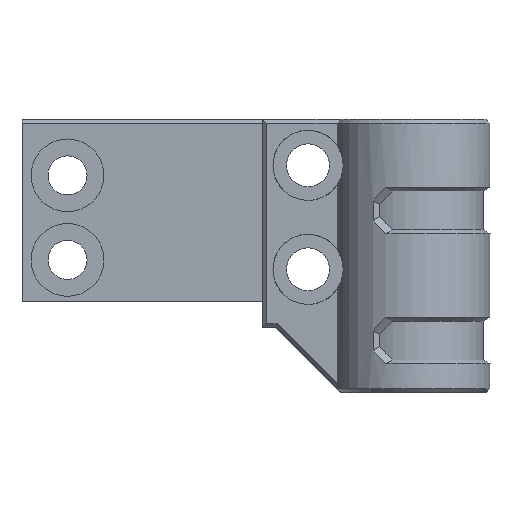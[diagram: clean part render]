
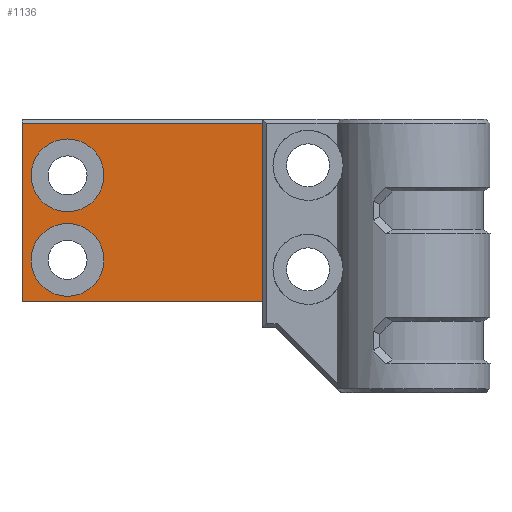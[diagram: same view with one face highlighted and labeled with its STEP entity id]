
A CAD part, left-side view. The second image highlights one B-rep face of the part: STEP entity #1136.
In plain terms, the highlighted planar face has unit normal (-1, 0, 0).
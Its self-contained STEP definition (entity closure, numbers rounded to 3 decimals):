
#29=FACE_BOUND('',#228,.T.);
#30=FACE_BOUND('',#229,.T.);
#31=FACE_BOUND('',#230,.T.);
#32=FACE_BOUND('',#231,.T.);
#102=PLANE('',#1236);
#154=FACE_OUTER_BOUND('',#227,.T.);
#227=EDGE_LOOP('',(#979,#980,#981,#982,#983,#984,#985,#986,#987));
#228=EDGE_LOOP('',(#988));
#229=EDGE_LOOP('',(#989));
#230=EDGE_LOOP('',(#990));
#231=EDGE_LOOP('',(#991));
#255=LINE('',#1564,#349);
#267=LINE('',#1600,#361);
#270=LINE('',#1607,#364);
#275=LINE('',#1618,#369);
#310=LINE('',#1717,#404);
#334=LINE('',#1884,#428);
#336=LINE('',#1888,#430);
#338=LINE('',#1892,#432);
#339=LINE('',#1893,#433);
#349=VECTOR('',#1270,10.);
#361=VECTOR('',#1296,10.);
#364=VECTOR('',#1301,10.);
#369=VECTOR('',#1310,10.);
#404=VECTOR('',#1381,10.);
#428=VECTOR('',#1495,10.);
#430=VECTOR('',#1499,10.);
#432=VECTOR('',#1505,10.);
#433=VECTOR('',#1506,10.);
#448=CIRCLE('',#1192,2.);
#449=CIRCLE('',#1194,2.);
#464=CIRCLE('',#1219,2.8);
#467=CIRCLE('',#1224,2.8);
#480=VERTEX_POINT('',#1558);
#482=VERTEX_POINT('',#1562);
#495=VERTEX_POINT('',#1597);
#496=VERTEX_POINT('',#1599);
#498=VERTEX_POINT('',#1604);
#499=VERTEX_POINT('',#1606);
#503=VERTEX_POINT('',#1616);
#533=VERTEX_POINT('',#1716);
#536=VERTEX_POINT('',#1730);
#537=VERTEX_POINT('',#1734);
#561=VERTEX_POINT('',#1856);
#564=VERTEX_POINT('',#1865);
#569=VERTEX_POINT('',#1886);
#589=EDGE_CURVE('',#482,#480,#255,.T.);
#605=EDGE_CURVE('',#495,#496,#267,.T.);
#608=EDGE_CURVE('',#498,#499,#270,.T.);
#614=EDGE_CURVE('',#503,#498,#275,.T.);
#659=EDGE_CURVE('',#496,#533,#310,.T.);
#666=EDGE_CURVE('',#536,#536,#448,.T.);
#668=EDGE_CURVE('',#537,#537,#449,.T.);
#701=EDGE_CURVE('',#561,#561,#464,.T.);
#705=EDGE_CURVE('',#564,#564,#467,.T.);
#714=EDGE_CURVE('',#480,#503,#334,.T.);
#716=EDGE_CURVE('',#569,#482,#336,.T.);
#718=EDGE_CURVE('',#533,#569,#338,.T.);
#719=EDGE_CURVE('',#499,#495,#339,.T.);
#979=ORIENTED_EDGE('',*,*,#608,.F.);
#980=ORIENTED_EDGE('',*,*,#614,.F.);
#981=ORIENTED_EDGE('',*,*,#714,.F.);
#982=ORIENTED_EDGE('',*,*,#589,.F.);
#983=ORIENTED_EDGE('',*,*,#716,.F.);
#984=ORIENTED_EDGE('',*,*,#718,.F.);
#985=ORIENTED_EDGE('',*,*,#659,.F.);
#986=ORIENTED_EDGE('',*,*,#605,.F.);
#987=ORIENTED_EDGE('',*,*,#719,.F.);
#988=ORIENTED_EDGE('',*,*,#666,.T.);
#989=ORIENTED_EDGE('',*,*,#668,.T.);
#990=ORIENTED_EDGE('',*,*,#701,.T.);
#991=ORIENTED_EDGE('',*,*,#705,.T.);
#1136=ADVANCED_FACE('',(#154,#29,#30,#31,#32),#102,.F.);
#1192=AXIS2_PLACEMENT_3D('',#1732,#1393,#1394);
#1194=AXIS2_PLACEMENT_3D('',#1736,#1398,#1399);
#1219=AXIS2_PLACEMENT_3D('',#1857,#1460,#1461);
#1224=AXIS2_PLACEMENT_3D('',#1866,#1471,#1472);
#1236=AXIS2_PLACEMENT_3D('',#1891,#1503,#1504);
#1270=DIRECTION('',(0.,0.,1.));
#1296=DIRECTION('',(0.,1.,0.));
#1301=DIRECTION('',(0.,-1.,0.));
#1310=DIRECTION('',(0.,0.,1.));
#1381=DIRECTION('',(0.,0.924,0.383));
#1393=DIRECTION('center_axis',(1.,0.,0.));
#1394=DIRECTION('ref_axis',(0.,1.,0.));
#1398=DIRECTION('center_axis',(1.,0.,0.));
#1399=DIRECTION('ref_axis',(0.,1.,0.));
#1460=DIRECTION('center_axis',(1.,0.,0.));
#1461=DIRECTION('ref_axis',(0.,-1.,0.));
#1471=DIRECTION('center_axis',(1.,0.,0.));
#1472=DIRECTION('ref_axis',(0.,-1.,0.));
#1495=DIRECTION('',(0.,1.,0.));
#1499=DIRECTION('',(0.,1.,0.));
#1503=DIRECTION('center_axis',(1.,0.,0.));
#1504=DIRECTION('ref_axis',(0.,0.,1.));
#1505=DIRECTION('',(0.,0.707,0.707));
#1506=DIRECTION('',(0.,0.,-1.));
#1558=CARTESIAN_POINT('',(1.8,11.5,3.8));
#1562=CARTESIAN_POINT('',(1.8,11.5,1.8));
#1564=CARTESIAN_POINT('',(1.8,11.5,16.8));
#1597=CARTESIAN_POINT('',(1.8,3.572,-3.2));
#1599=CARTESIAN_POINT('',(1.8,5.2,-3.2));
#1600=CARTESIAN_POINT('',(1.8,6.375,-3.2));
#1604=CARTESIAN_POINT('',(1.8,30.,17.5));
#1606=CARTESIAN_POINT('',(1.8,3.572,17.5));
#1607=CARTESIAN_POINT('',(1.8,10.5,17.5));
#1616=CARTESIAN_POINT('',(1.8,30.,3.8));
#1618=CARTESIAN_POINT('',(1.8,30.,1.8));
#1716=CARTESIAN_POINT('',(1.8,5.712,-2.988));
#1717=CARTESIAN_POINT('',(1.8,7.59,-2.21));
#1730=CARTESIAN_POINT('',(1.8,6.,14.275));
#1732=CARTESIAN_POINT('Origin',(1.8,8.,14.275));
#1734=CARTESIAN_POINT('',(1.8,6.,6.275));
#1736=CARTESIAN_POINT('Origin',(1.8,8.,6.275));
#1856=CARTESIAN_POINT('',(1.8,29.3,13.5));
#1857=CARTESIAN_POINT('Origin',(1.8,26.5,13.5));
#1865=CARTESIAN_POINT('',(1.8,29.3,7.));
#1866=CARTESIAN_POINT('Origin',(1.8,26.5,7.));
#1884=CARTESIAN_POINT('',(1.8,11.5,3.8));
#1886=CARTESIAN_POINT('',(1.8,10.5,1.8));
#1888=CARTESIAN_POINT('',(1.8,10.5,1.8));
#1891=CARTESIAN_POINT('Origin',(1.8,10.5,-3.2));
#1892=CARTESIAN_POINT('',(1.8,9.25,0.55));
#1893=CARTESIAN_POINT('',(1.8,3.572,21.8));
